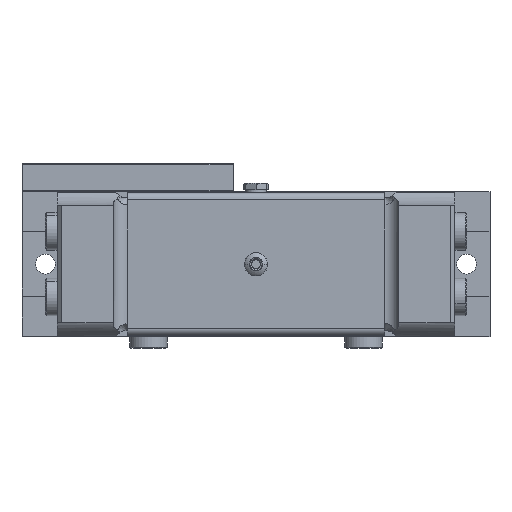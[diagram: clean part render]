
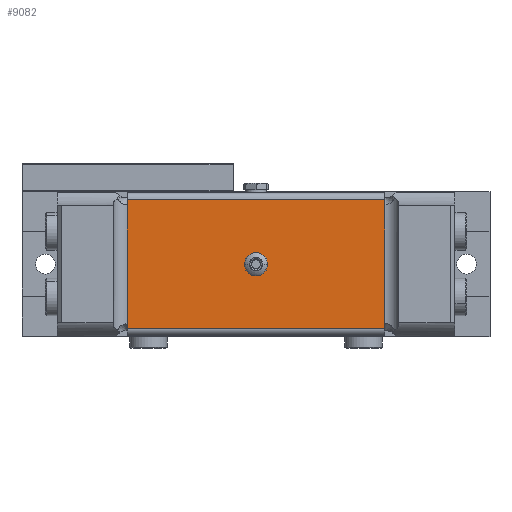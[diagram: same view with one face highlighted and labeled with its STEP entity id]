
A CAD part, front view. The second image highlights one B-rep face of the part: STEP entity #9082.
In plain terms, the highlighted planar face has unit normal (0, -1, 0).
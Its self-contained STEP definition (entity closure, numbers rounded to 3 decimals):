
#494 = ORIENTED_EDGE ( 'NONE', *, *, #38432, .F. ) ;
#1050 = LINE ( 'NONE', #17067, #8060 ) ;
#3761 = VERTEX_POINT ( 'NONE', #10246 ) ;
#5376 = DIRECTION ( 'NONE',  ( -1., 0., 0. ) ) ;
#5559 = VERTEX_POINT ( 'NONE', #19987 ) ;
#6905 = CARTESIAN_POINT ( 'NONE',  ( -27.5, -49.3, 13.75 ) ) ;
#8055 = CARTESIAN_POINT ( 'NONE',  ( -27.5, -49.3, -13.75 ) ) ;
#8060 = VECTOR ( 'NONE', #33134, 1000. ) ;
#9082 = ADVANCED_FACE ( 'NONE', ( #14098, #17783 ), #10449, .F. ) ;
#9431 = LINE ( 'NONE', #24670, #14984 ) ;
#9454 = VERTEX_POINT ( 'NONE', #25628 ) ;
#10246 = CARTESIAN_POINT ( 'NONE',  ( 27.5, -49.3, -13.75 ) ) ;
#10449 = PLANE ( 'NONE',  #45981 ) ;
#11766 = VERTEX_POINT ( 'NONE', #31323 ) ;
#14098 = FACE_BOUND ( 'NONE', #28654, .T. ) ;
#14984 = VECTOR ( 'NONE', #24921, 1000. ) ;
#16466 = DIRECTION ( 'NONE',  ( -1., 0., 0. ) ) ;
#17067 = CARTESIAN_POINT ( 'NONE',  ( 27.5, -49.3, -14.75 ) ) ;
#17407 = EDGE_CURVE ( 'NONE', #50398, #11766, #28714, .T. ) ;
#17783 = FACE_OUTER_BOUND ( 'NONE', #37518, .T. ) ;
#19393 = CARTESIAN_POINT ( 'NONE',  ( 27.5, -49.3, 13.75 ) ) ;
#19987 = CARTESIAN_POINT ( 'NONE',  ( -27.5, -49.3, -13.75 ) ) ;
#21353 = CARTESIAN_POINT ( 'NONE',  ( 0., -49.3, 0. ) ) ;
#22478 = DIRECTION ( 'NONE',  ( 0., 0., 1. ) ) ;
#22949 = AXIS2_PLACEMENT_3D ( 'NONE', #21353, #37617, #5376 ) ;
#23115 = DIRECTION ( 'NONE',  ( 0., 1., 0. ) ) ;
#23754 = EDGE_CURVE ( 'NONE', #11766, #50398, #34698, .T. ) ;
#23815 = DIRECTION ( 'NONE',  ( 1., 0., 0. ) ) ;
#24670 = CARTESIAN_POINT ( 'NONE',  ( -27.5, -49.3, -14.75 ) ) ;
#24921 = DIRECTION ( 'NONE',  ( 0., 0., 1. ) ) ;
#25628 = CARTESIAN_POINT ( 'NONE',  ( 27.5, -49.3, 13.75 ) ) ;
#26184 = AXIS2_PLACEMENT_3D ( 'NONE', #36239, #23115, #51242 ) ;
#26703 = DIRECTION ( 'NONE',  ( 0., 1., 0. ) ) ;
#28654 = EDGE_LOOP ( 'NONE', ( #35152, #37157 ) ) ;
#28714 = CIRCLE ( 'NONE', #26184, 2.375 ) ;
#31323 = CARTESIAN_POINT ( 'NONE',  ( -2.375, -49.3, 0. ) ) ;
#32400 = ORIENTED_EDGE ( 'NONE', *, *, #38526, .T. ) ;
#32530 = LINE ( 'NONE', #19393, #47511 ) ;
#32802 = EDGE_CURVE ( 'NONE', #5559, #49575, #9431, .T. ) ;
#33134 = DIRECTION ( 'NONE',  ( 0., 0., -1. ) ) ;
#33968 = CARTESIAN_POINT ( 'NONE',  ( 2.375, -49.3, 0. ) ) ;
#34698 = CIRCLE ( 'NONE', #22949, 2.375 ) ;
#35152 = ORIENTED_EDGE ( 'NONE', *, *, #23754, .T. ) ;
#35674 = EDGE_CURVE ( 'NONE', #5559, #3761, #44020, .T. ) ;
#36239 = CARTESIAN_POINT ( 'NONE',  ( 0., -49.3, 0. ) ) ;
#37157 = ORIENTED_EDGE ( 'NONE', *, *, #17407, .T. ) ;
#37518 = EDGE_LOOP ( 'NONE', ( #32400, #39936, #47068, #494 ) ) ;
#37617 = DIRECTION ( 'NONE',  ( 0., 1., 0. ) ) ;
#37727 = CARTESIAN_POINT ( 'NONE',  ( 0., -49.3, 0. ) ) ;
#38432 = EDGE_CURVE ( 'NONE', #9454, #3761, #1050, .T. ) ;
#38526 = EDGE_CURVE ( 'NONE', #9454, #49575, #32530, .T. ) ;
#39936 = ORIENTED_EDGE ( 'NONE', *, *, #32802, .F. ) ;
#44020 = LINE ( 'NONE', #8055, #48995 ) ;
#45981 = AXIS2_PLACEMENT_3D ( 'NONE', #37727, #26703, #22478 ) ;
#47068 = ORIENTED_EDGE ( 'NONE', *, *, #35674, .T. ) ;
#47511 = VECTOR ( 'NONE', #16466, 1000. ) ;
#48995 = VECTOR ( 'NONE', #23815, 1000. ) ;
#49575 = VERTEX_POINT ( 'NONE', #6905 ) ;
#50398 = VERTEX_POINT ( 'NONE', #33968 ) ;
#51242 = DIRECTION ( 'NONE',  ( -1., 0., 0. ) ) ;
